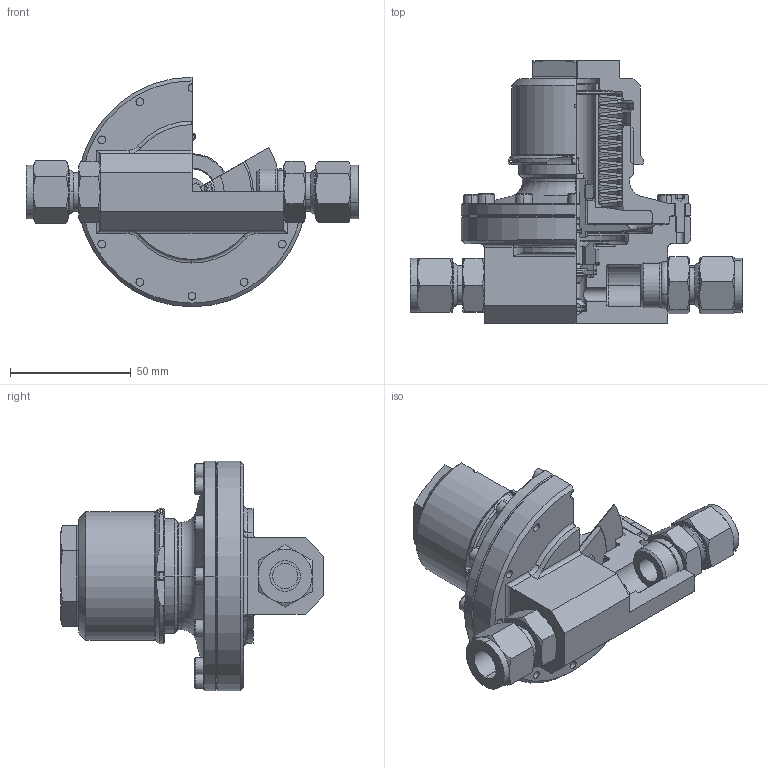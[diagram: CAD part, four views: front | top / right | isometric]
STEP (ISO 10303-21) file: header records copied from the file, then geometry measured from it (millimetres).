
FILE_DESCRIPTION (( 'STEP AP203' ), '1' );
FILE_NAME ('08020000.STEP', '2015-08-25T22:17:43', ( '' ), ( '' ), 'SwSTEP 2.0', 'SolidWorks 2015', '' );
FILE_SCHEMA (( 'CONFIG_CONTROL_DESIGN' ));
Length unit declared in the file: inch
Products named in the file (46): socket head cap screw_am_B18.3.1M - 4 x 0.7 x 12 Hex SHCS -- 12NHX; B1500-062S; 08020100; M83248.1-006; 90257A005_90257A005; 08020107; SS_810_1_8ST; dowel pin_ai_DPM 0.125x0.25; 08020103; M83248.1-908; 08020109; NAS1149C0616R; 08020108; 08020102; 08020106; 08020000; hex jam nut_ai_HJNUT 0.3750-24-D-N; 08020101; 08020111; M83248.1-013; 08020110; 08020105; 08020112; 08020104
Assembly tree (54 placements, depth 2):
  socket head cap screw_am_B18.3.1M - 4 x 0.7 x 12 Hex SHCS -- 12NHX
  08020000
    08020112
    08020100
    08020101
    08020102
    08020103
    08020104
    08020105
    08020106
    08020107
    08020108
    08020109
    08020110
    08020111
    B1500-062S
    M83248.1-006
    M83248.1-013
    NAS1149C0616R
    SS_810_1_8ST  x2
    B1500-062S
    B1500-062S
    B1500-062S
    B1500-062S
    B1500-062S
    B1500-062S
    B1500-062S
    B1500-062S
    B1500-062S
    B1500-062S
    B1500-062S
    B1500-062S
    B1500-062S
    B1500-062S
    B1500-062S
    B1500-062S
    B1500-062S
    B1500-062S
    B1500-062S
    dowel pin_ai_DPM 0.125x0.25  x2
    90257A005_90257A005
    hex jam nut_ai_HJNUT 0.3750-24-D-N
    socket head cap screw_am_B18.3.1M - 4 x 0.7 x 12 Hex SHCS -- 12NHX  x8
    socket head cap screw_am_B18.3.1M - 4 x 0.7 x 12 Hex SHCS -- 12NHX
    socket head cap screw_am_B18.3.1M - 4 x 0.7 x 12 Hex SHCS -- 12NHX
    M83248.1-908  x2
Bounding box: 137.67 x 109.02 x 95.25 mm (x, y, z)
Volume: 216343.9 mm3; surface area: 127187.8 mm2
Topology: 54 solids, 54 shells, 1288 faces, 3050 edges, 1867 vertices
Faces by surface type: cone 459, plane 372, cylinder 302, torus 147, bspline 8
Entity records: 36016 total; most frequent: CARTESIAN_POINT 6210, DIRECTION 5601, ORIENTED_EDGE 4926, EDGE_CURVE 2463, AXIS2_PLACEMENT_3D 2253, VERTEX_POINT 1534, CIRCLE 1183, VECTOR 1095
